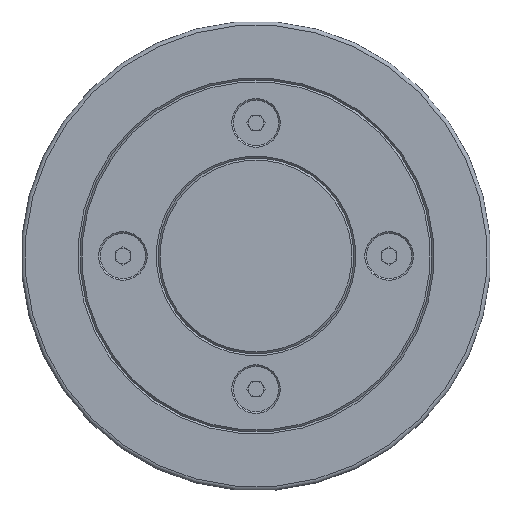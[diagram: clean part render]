
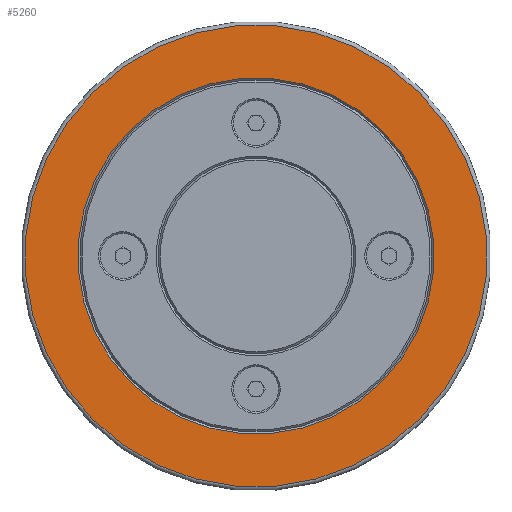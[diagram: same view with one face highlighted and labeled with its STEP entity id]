
A CAD part, top view. The second image highlights one B-rep face of the part: STEP entity #5260.
In plain terms, the highlighted planar face has unit normal (0, 0, 1).
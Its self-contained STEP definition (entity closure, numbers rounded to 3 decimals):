
#444 = AXIS2_PLACEMENT_3D ( 'NONE', #5208, #7943, #493 ) ;
#493 = DIRECTION ( 'NONE',  ( -0.707, -0.707, 0. ) ) ;
#573 = VERTEX_POINT ( 'NONE', #7400 ) ;
#726 = AXIS2_PLACEMENT_3D ( 'NONE', #5662, #1559, #5832 ) ;
#1002 = DIRECTION ( 'NONE',  ( 0., 0., 1. ) ) ;
#1559 = DIRECTION ( 'NONE',  ( 0., 0., 1. ) ) ;
#1683 = CARTESIAN_POINT ( 'NONE',  ( -41.719, -41.719, 62.25 ) ) ;
#2499 = ORIENTED_EDGE ( 'NONE', *, *, #4481, .F. ) ;
#2607 = AXIS2_PLACEMENT_3D ( 'NONE', #6439, #1002, #3069 ) ;
#3069 = DIRECTION ( 'NONE',  ( 0.707, 0.707, 0. ) ) ;
#3369 = PLANE ( 'NONE',  #444 ) ;
#3894 = CIRCLE ( 'NONE', #726, 59. ) ;
#4046 = FACE_OUTER_BOUND ( 'NONE', #6268, .T. ) ;
#4481 = EDGE_CURVE ( 'NONE', #573, #573, #4587, .T. ) ;
#4587 = CIRCLE ( 'NONE', #2607, 45.5 ) ;
#5208 = CARTESIAN_POINT ( 'NONE',  ( 0., 0., 62.25 ) ) ;
#5260 = ADVANCED_FACE ( 'NONE', ( #4046, #8757 ), #3369, .F. ) ;
#5576 = EDGE_CURVE ( 'NONE', #6407, #6407, #3894, .T. ) ;
#5662 = CARTESIAN_POINT ( 'NONE',  ( 0., 0., 62.25 ) ) ;
#5832 = DIRECTION ( 'NONE',  ( -0.707, -0.707, 0. ) ) ;
#6268 = EDGE_LOOP ( 'NONE', ( #6788 ) ) ;
#6407 = VERTEX_POINT ( 'NONE', #1683 ) ;
#6439 = CARTESIAN_POINT ( 'NONE',  ( 0., 0., 62.25 ) ) ;
#6788 = ORIENTED_EDGE ( 'NONE', *, *, #5576, .T. ) ;
#7400 = CARTESIAN_POINT ( 'NONE',  ( 32.173, 32.173, 62.25 ) ) ;
#7520 = EDGE_LOOP ( 'NONE', ( #2499 ) ) ;
#7943 = DIRECTION ( 'NONE',  ( 0., 0., -1. ) ) ;
#8757 = FACE_BOUND ( 'NONE', #7520, .T. ) ;
